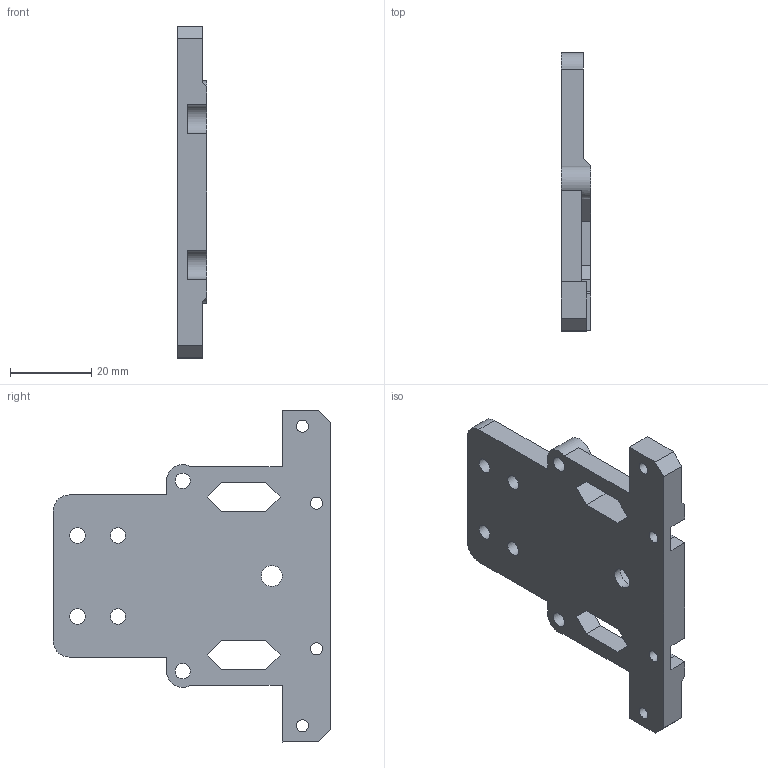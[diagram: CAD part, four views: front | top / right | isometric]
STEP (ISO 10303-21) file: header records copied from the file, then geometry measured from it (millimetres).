
FILE_DESCRIPTION(/* description */ (''),/* implementation_level */ '2;1');
FILE_NAME(/* name */ 'PlateXv2alternative.step',/* time_stamp */ '2021-06-08T08:44:13-04:00',/* author */ (''),/* organization */ (''),/* preprocessor_version */ 'ST-DEVELOPER v18.1',/* originating_system */ 'Autodesk Translation Framework v10.9.0.1377',/* authorisation */ '');
FILE_SCHEMA (('AUTOMOTIVE_DESIGN { 1 0 10303 214 3 1 1 }'));
Length unit declared in the file: millimetre
Products named in the file (1): PlateXv2alternative
Bounding box: 7.3 x 68.57 x 81.96 mm (x, y, z)
Volume: 20029.4 mm3; surface area: 10048.2 mm2
Topology: 1 solids, 1 shells, 77 faces, 224 edges, 148 vertices
Faces by surface type: plane 57, cylinder 18, cone 2
Full cylindrical faces by diameter (mm): 3 x4, 3.8 x6, 5.2 x1, 16 x1
Entity records: 2618 total; most frequent: CARTESIAN_POINT 450, ORIENTED_EDGE 448, DIRECTION 420, EDGE_CURVE 224, LINE 184, VECTOR 184, VERTEX_POINT 148, AXIS2_PLACEMENT_3D 118
